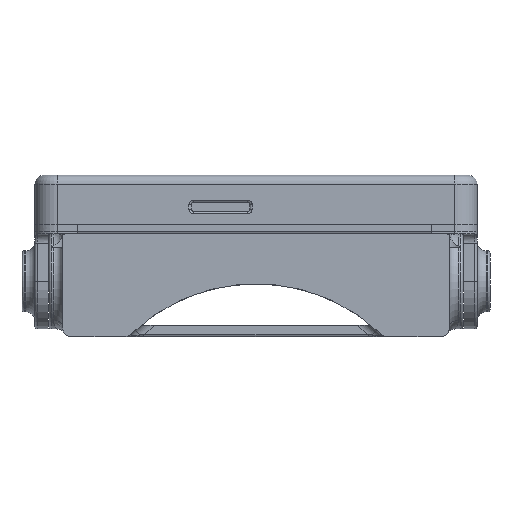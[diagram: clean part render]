
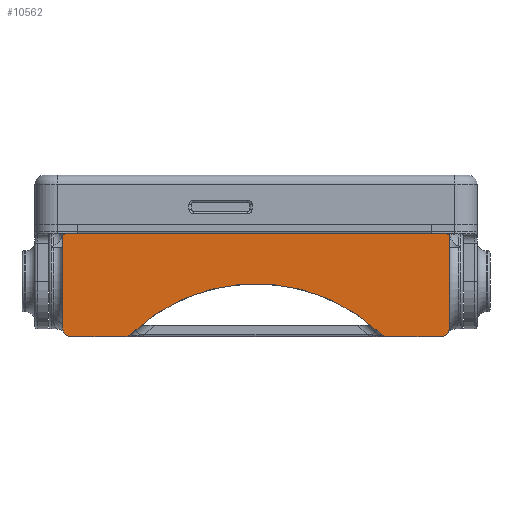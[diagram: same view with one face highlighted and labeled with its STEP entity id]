
A CAD part, front view. The second image highlights one B-rep face of the part: STEP entity #10562.
In plain terms, the highlighted planar face has unit normal (0, -1, 0).
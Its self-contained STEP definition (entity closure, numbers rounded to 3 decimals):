
#257=PLANE('',#11413);
#747=FACE_OUTER_BOUND('',#1377,.T.);
#1377=EDGE_LOOP('',(#8504,#8505,#8506,#8507,#8508,#8509,#8510,#8511,#8512,
#8513,#8514,#8515));
#2303=CIRCLE('',#11256,0.5);
#2308=CIRCLE('',#11263,0.5);
#2365=CIRCLE('',#11370,2.);
#2368=CIRCLE('',#11374,40.);
#2390=CIRCLE('',#11414,2.);
#2391=CIRCLE('',#11415,2.);
#2392=CIRCLE('',#11416,2.);
#2930=LINE('',#21093,#3624);
#2932=LINE('',#21099,#3626);
#2990=LINE('',#24096,#3684);
#2994=LINE('',#24138,#3688);
#3009=LINE('',#24666,#3703);
#3624=VECTOR('',#13059,10.);
#3626=VECTOR('',#13065,10.);
#3684=VECTOR('',#13277,10.);
#3688=VECTOR('',#13281,10.);
#3703=VECTOR('',#13430,10.);
#4435=VERTEX_POINT('',#20829);
#4436=VERTEX_POINT('',#20831);
#4442=VERTEX_POINT('',#21037);
#4443=VERTEX_POINT('',#21039);
#4460=VERTEX_POINT('',#21097);
#4553=VERTEX_POINT('',#24093);
#4554=VERTEX_POINT('',#24095);
#4563=VERTEX_POINT('',#24135);
#4564=VERTEX_POINT('',#24137);
#4580=VERTEX_POINT('',#24350);
#4583=VERTEX_POINT('',#24360);
#4598=VERTEX_POINT('',#24665);
#5710=EDGE_CURVE('',#4435,#4436,#2303,.T.);
#5720=EDGE_CURVE('',#4442,#4443,#2308,.T.);
#5738=EDGE_CURVE('',#4443,#4435,#2930,.T.);
#5741=EDGE_CURVE('',#4460,#4442,#2932,.T.);
#5900=EDGE_CURVE('',#4554,#4553,#2990,.T.);
#5910=EDGE_CURVE('',#4564,#4563,#2994,.T.);
#5941=EDGE_CURVE('',#4580,#4563,#2365,.T.);
#5947=EDGE_CURVE('',#4580,#4583,#2368,.T.);
#5982=EDGE_CURVE('',#4436,#4598,#3009,.T.);
#5987=EDGE_CURVE('',#4564,#4460,#2390,.T.);
#5988=EDGE_CURVE('',#4554,#4583,#2391,.T.);
#5989=EDGE_CURVE('',#4598,#4553,#2392,.T.);
#8504=ORIENTED_EDGE('',*,*,#5710,.F.);
#8505=ORIENTED_EDGE('',*,*,#5738,.F.);
#8506=ORIENTED_EDGE('',*,*,#5720,.F.);
#8507=ORIENTED_EDGE('',*,*,#5741,.F.);
#8508=ORIENTED_EDGE('',*,*,#5987,.F.);
#8509=ORIENTED_EDGE('',*,*,#5910,.T.);
#8510=ORIENTED_EDGE('',*,*,#5941,.F.);
#8511=ORIENTED_EDGE('',*,*,#5947,.T.);
#8512=ORIENTED_EDGE('',*,*,#5988,.F.);
#8513=ORIENTED_EDGE('',*,*,#5900,.T.);
#8514=ORIENTED_EDGE('',*,*,#5989,.F.);
#8515=ORIENTED_EDGE('',*,*,#5982,.F.);
#10562=ADVANCED_FACE('',(#747),#257,.T.);
#11256=AXIS2_PLACEMENT_3D('',#20832,#13023,#13024);
#11263=AXIS2_PLACEMENT_3D('',#21040,#13039,#13040);
#11370=AXIS2_PLACEMENT_3D('',#24352,#13339,#13340);
#11374=AXIS2_PLACEMENT_3D('',#24362,#13350,#13351);
#11413=AXIS2_PLACEMENT_3D('',#24673,#13438,#13439);
#11414=AXIS2_PLACEMENT_3D('',#24674,#13440,#13441);
#11415=AXIS2_PLACEMENT_3D('',#24675,#13442,#13443);
#11416=AXIS2_PLACEMENT_3D('',#24676,#13444,#13445);
#13023=DIRECTION('center_axis',(0.,1.,0.));
#13024=DIRECTION('ref_axis',(0.707,0.,0.707));
#13039=DIRECTION('center_axis',(0.,1.,0.));
#13040=DIRECTION('ref_axis',(-0.707,0.,0.707));
#13059=DIRECTION('',(1.,0.,0.));
#13065=DIRECTION('',(0.,0.,1.));
#13277=DIRECTION('',(1.,0.,0.));
#13281=DIRECTION('',(1.,0.,0.));
#13339=DIRECTION('center_axis',(0.,1.,0.));
#13340=DIRECTION('ref_axis',(0.374,0.,-0.927));
#13350=DIRECTION('center_axis',(0.,1.,0.));
#13351=DIRECTION('ref_axis',(1.,0.,0.));
#13430=DIRECTION('',(0.,0.,-1.));
#13438=DIRECTION('center_axis',(0.,-1.,0.));
#13439=DIRECTION('ref_axis',(0.,0.,1.));
#13440=DIRECTION('center_axis',(0.,1.,0.));
#13441=DIRECTION('ref_axis',(-0.707,0.,-0.707));
#13442=DIRECTION('center_axis',(0.,1.,0.));
#13443=DIRECTION('ref_axis',(-0.374,0.,-0.927));
#13444=DIRECTION('center_axis',(0.,1.,0.));
#13445=DIRECTION('ref_axis',(0.707,0.,-0.707));
#20829=CARTESIAN_POINT('',(42.36,-29.75,-7.));
#20831=CARTESIAN_POINT('',(42.86,-29.75,-7.5));
#20832=CARTESIAN_POINT('Origin',(42.36,-29.75,-7.5));
#21037=CARTESIAN_POINT('',(-42.86,-29.75,-7.5));
#21039=CARTESIAN_POINT('',(-42.36,-29.75,-7.));
#21040=CARTESIAN_POINT('Origin',(-42.36,-29.75,-7.5));
#21093=CARTESIAN_POINT('',(0.,-29.75,-7.));
#21097=CARTESIAN_POINT('',(-42.86,-29.75,-27.759));
#21099=CARTESIAN_POINT('',(-42.86,-29.75,-2.));
#24093=CARTESIAN_POINT('',(40.86,-29.75,-29.759));
#24095=CARTESIAN_POINT('',(29.146,-29.75,-29.759));
#24096=CARTESIAN_POINT('',(0.,-29.75,-29.759));
#24135=CARTESIAN_POINT('',(-29.146,-29.75,-29.759));
#24137=CARTESIAN_POINT('',(-40.86,-29.75,-29.759));
#24138=CARTESIAN_POINT('',(0.,-29.75,-29.759));
#24350=CARTESIAN_POINT('',(-27.758,-29.75,-29.199));
#24352=CARTESIAN_POINT('Origin',(-29.146,-29.75,-27.759));
#24360=CARTESIAN_POINT('',(27.758,-29.75,-29.199));
#24362=CARTESIAN_POINT('Origin',(0.,-29.75,-58.));
#24665=CARTESIAN_POINT('',(42.86,-29.75,-27.759));
#24666=CARTESIAN_POINT('',(42.86,-29.75,-2.));
#24673=CARTESIAN_POINT('Origin',(0.,-29.75,-29.759));
#24674=CARTESIAN_POINT('Origin',(-40.86,-29.75,-27.759));
#24675=CARTESIAN_POINT('Origin',(29.146,-29.75,-27.759));
#24676=CARTESIAN_POINT('Origin',(40.86,-29.75,-27.759));
